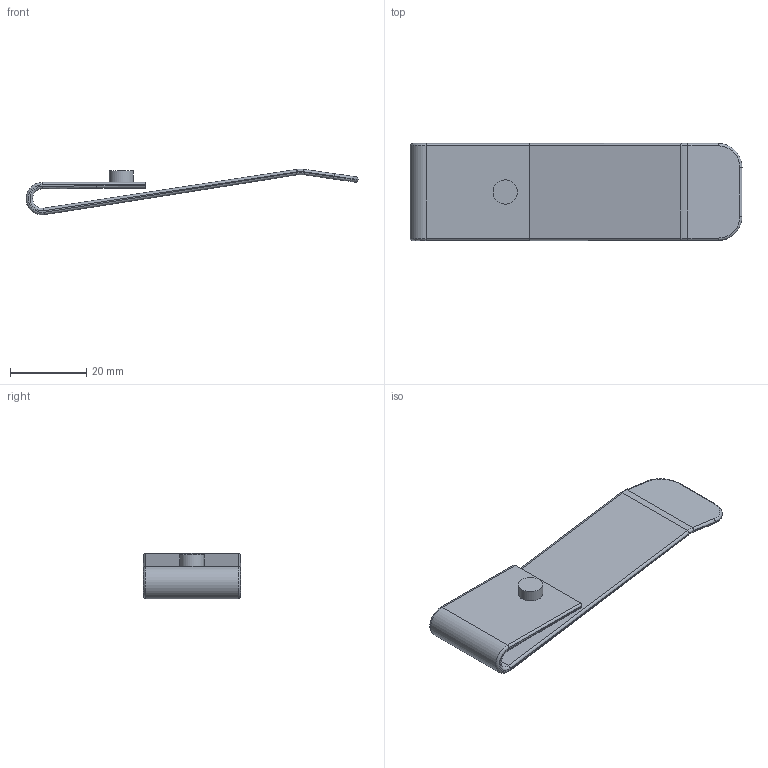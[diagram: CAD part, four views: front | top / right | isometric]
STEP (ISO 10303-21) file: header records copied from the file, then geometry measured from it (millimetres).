
FILE_DESCRIPTION(/* description */ (''),/* implementation_level */ '2;1');
FILE_NAME(/* name */ 'd13c06c3-ee14-4d24-bf18-3094e8f81021.stp',/* time_stamp */ '2018-12-05T18:14:19-08:00',/* author */ (''),/* organization */ (''),/* preprocessor_version */ 'ST-DEVELOPER v17.2',/* originating_system */ 'Autodesk Translation Framework v7.6.0.251',/* authorisation */ '');
FILE_SCHEMA (('AUTOMOTIVE_DESIGN { 1 0 10303 214 3 1 1 }'));
Length unit declared in the file: inch
Products named in the file (2): MoneyClip; Text
Assembly tree (1 placements, depth 2):
  MoneyClip
    Text
Bounding box: 86.9 x 25.4 x 11.94 mm (x, y, z)
Volume: 4765.5 mm3; surface area: 6692.2 mm2
Topology: 16 solids, 16 shells, 839 faces, 2332 edges, 1546 vertices
Faces by surface type: bspline 586, plane 218, cylinder 23, torus 12
Full cylindrical faces by diameter (mm): 6.35 x1
Entity records: 32849 total; most frequent: CARTESIAN_POINT 15299, ORIENTED_EDGE 4664, EDGE_CURVE 2332, DIRECTION 1726, VERTEX_POINT 1546, B_SPLINE_CURVE_WITH_KNOTS 1174, LINE 1104, VECTOR 1104
